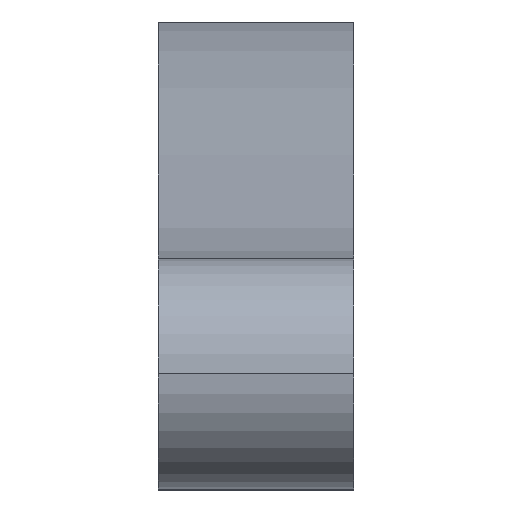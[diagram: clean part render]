
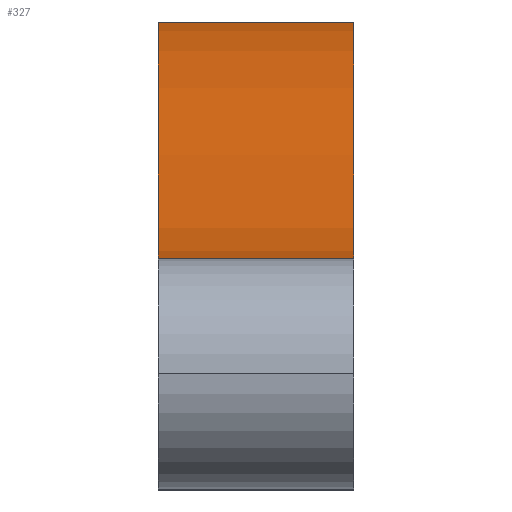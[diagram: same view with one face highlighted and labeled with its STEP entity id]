
A CAD part, top view. The second image highlights one B-rep face of the part: STEP entity #327.
In plain terms, the highlighted free-form (B-spline) face has degree [3, 1] with [4, 2] control points.
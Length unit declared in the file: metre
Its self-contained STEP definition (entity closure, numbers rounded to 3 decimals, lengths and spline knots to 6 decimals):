
#13 = VERTEX_POINT ( 'NONE', #99 ) ;
#45 = CARTESIAN_POINT ( 'NONE',  ( 0.0085, 0.026564, -0.045929 ) ) ;
#51 = CARTESIAN_POINT ( 'NONE',  ( 0.0085, 0.017872, -0.063753 ) ) ;
#59 = EDGE_CURVE ( 'NONE', #484, #148, #552, .T. ) ;
#73 = ORIENTED_EDGE ( 'NONE', *, *, #81, .T. ) ;
#81 = EDGE_CURVE ( 'NONE', #13, #349, #382, .T. ) ;
#82 = CARTESIAN_POINT ( 'NONE',  ( 0., 0.026564, -0.045929 ) ) ;
#95 = FACE_OUTER_BOUND ( 'NONE', #330, .T. ) ;
#98 = CARTESIAN_POINT ( 'NONE',  ( 0., 0.01, -0.013695 ) ) ;
#99 = CARTESIAN_POINT ( 'NONE',  ( 0., 0.017872, -0.063753 ) ) ;
#106 = ORIENTED_EDGE ( 'NONE', *, *, #515, .F. ) ;
#117 = CARTESIAN_POINT ( 'NONE',  ( 0., 0.01, -0.013695 ) ) ;
#127 = LINE ( 'NONE', #398, #563 ) ;
#148 = VERTEX_POINT ( 'NONE', #367 ) ;
#149 = CARTESIAN_POINT ( 'NONE',  ( 0., 0.026564, -0.045929 ) ) ;
#155 = DIRECTION ( 'NONE',  ( 1., 0., 0. ) ) ;
#183 = CARTESIAN_POINT ( 'NONE',  ( 0.0085, 0.01, -0.013695 ) ) ;
#196 = CARTESIAN_POINT ( 'NONE',  ( 0., 0.017872, -0.063753 ) ) ;
#217 = CARTESIAN_POINT ( 'NONE',  ( 0.0085, 0.017872, -0.063753 ) ) ;
#237 = LINE ( 'NONE', #425, #592 ) ;
#274 = CARTESIAN_POINT ( 'NONE',  ( 0., 0.01, -0.013695 ) ) ;
#286 = CARTESIAN_POINT ( 'NONE',  ( 0.0102, 0.01, -0.031059 ) ) ;
#313 = CARTESIAN_POINT ( 'NONE',  ( 0., 0.01, -0.031059 ) ) ;
#321 = B_SPLINE_SURFACE_WITH_KNOTS ( 'NONE', 3, 1, ( 
 ( #196, #370 ),
 ( #149, #324 ),
 ( #464, #286 ),
 ( #98, #561 ) ),
 .UNSPECIFIED., .F., .F., .F.,
 ( 4, 4 ),
 ( 2, 2 ),
 ( 0., 1. ),
 ( 0., 1.02 ),
 .UNSPECIFIED. ) ;
#324 = CARTESIAN_POINT ( 'NONE',  ( 0.0102, 0.026564, -0.045929 ) ) ;
#327 = ADVANCED_FACE ( 'NONE', ( #95 ), #321, .T. ) ;
#330 = EDGE_LOOP ( 'NONE', ( #512, #106, #73, #415 ) ) ;
#349 = VERTEX_POINT ( 'NONE', #117 ) ;
#367 = CARTESIAN_POINT ( 'NONE',  ( 0.0085, 0.01, -0.013695 ) ) ;
#370 = CARTESIAN_POINT ( 'NONE',  ( 0.0102, 0.017872, -0.063753 ) ) ;
#382 = B_SPLINE_CURVE_WITH_KNOTS ( 'NONE', 3,
 ( #555, #82, #313, #274 ),
 .UNSPECIFIED., .F., .F.,
 ( 4, 4 ),
 ( 0., 1. ),
 .UNSPECIFIED. ) ;
#398 = CARTESIAN_POINT ( 'NONE',  ( 0., 0.017872, -0.063753 ) ) ;
#401 = CARTESIAN_POINT ( 'NONE',  ( 0.0085, 0.01, -0.031059 ) ) ;
#415 = ORIENTED_EDGE ( 'NONE', *, *, #459, .T. ) ;
#425 = CARTESIAN_POINT ( 'NONE',  ( 0., 0.01, -0.013695 ) ) ;
#455 = DIRECTION ( 'NONE',  ( 1., 0., 0. ) ) ;
#459 = EDGE_CURVE ( 'NONE', #349, #148, #237, .T. ) ;
#464 = CARTESIAN_POINT ( 'NONE',  ( 0., 0.01, -0.031059 ) ) ;
#484 = VERTEX_POINT ( 'NONE', #217 ) ;
#512 = ORIENTED_EDGE ( 'NONE', *, *, #59, .F. ) ;
#515 = EDGE_CURVE ( 'NONE', #13, #484, #127, .T. ) ;
#552 = B_SPLINE_CURVE_WITH_KNOTS ( 'NONE', 3,
 ( #51, #45, #401, #183 ),
 .UNSPECIFIED., .F., .F.,
 ( 4, 4 ),
 ( 0., 1. ),
 .UNSPECIFIED. ) ;
#555 = CARTESIAN_POINT ( 'NONE',  ( 0., 0.017872, -0.063753 ) ) ;
#561 = CARTESIAN_POINT ( 'NONE',  ( 0.0102, 0.01, -0.013695 ) ) ;
#563 = VECTOR ( 'NONE', #455, 1. ) ;
#592 = VECTOR ( 'NONE', #155, 1. ) ;
